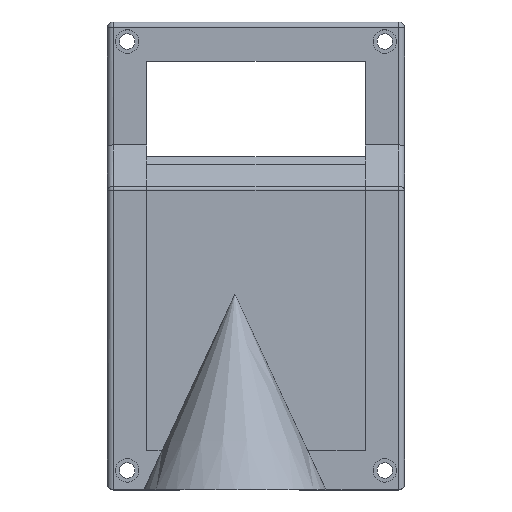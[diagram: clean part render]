
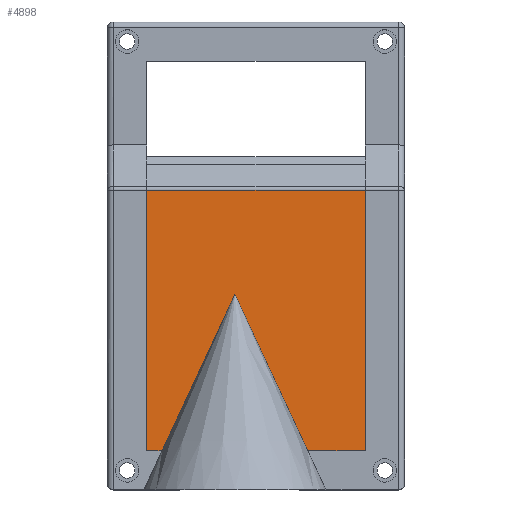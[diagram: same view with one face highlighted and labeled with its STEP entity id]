
A CAD part, top view. The second image highlights one B-rep face of the part: STEP entity #4898.
In plain terms, the highlighted planar face has unit normal (0, 0, 1).
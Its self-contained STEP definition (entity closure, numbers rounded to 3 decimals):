
#2009 = PLANE('',#2010);
#2010 = AXIS2_PLACEMENT_3D('',#2011,#2012,#2013);
#2011 = CARTESIAN_POINT('',(0.,0.,10.));
#2012 = DIRECTION('',(0.,0.,-1.));
#2013 = DIRECTION('',(-1.,0.,-0.));
#2514 = PLANE('',#2515);
#2515 = AXIS2_PLACEMENT_3D('',#2516,#2517,#2518);
#2516 = CARTESIAN_POINT('',(0.,0.,10.));
#2517 = DIRECTION('',(0.,0.,-1.));
#2518 = DIRECTION('',(-1.,0.,-0.));
#3362 = EDGE_CURVE('',#3363,#3365,#3367,.T.);
#3363 = VERTEX_POINT('',#3364);
#3364 = CARTESIAN_POINT('',(13.97,8.372,10.));
#3365 = VERTEX_POINT('',#3366);
#3366 = CARTESIAN_POINT('',(13.97,-24.892,10.));
#3367 = SURFACE_CURVE('',#3368,(#3372,#3379),.PCURVE_S1.);
#3368 = LINE('',#3369,#3370);
#3369 = CARTESIAN_POINT('',(13.97,24.892,10.));
#3370 = VECTOR('',#3371,1.);
#3371 = DIRECTION('',(0.,-1.,0.));
#3372 = PCURVE('',#2009,#3373);
#3373 = DEFINITIONAL_REPRESENTATION('',(#3374),#3378);
#3374 = LINE('',#3375,#3376);
#3375 = CARTESIAN_POINT('',(-13.97,24.892));
#3376 = VECTOR('',#3377,1.);
#3377 = DIRECTION('',(0.,-1.));
#3378 = ( GEOMETRIC_REPRESENTATION_CONTEXT(2) 
PARAMETRIC_REPRESENTATION_CONTEXT() REPRESENTATION_CONTEXT('2D SPACE',''
  ) );
#3379 = PCURVE('',#3380,#3385);
#3380 = PLANE('',#3381);
#3381 = AXIS2_PLACEMENT_3D('',#3382,#3383,#3384);
#3382 = CARTESIAN_POINT('',(-13.97,-24.892,10.));
#3383 = DIRECTION('',(0.,0.,1.));
#3384 = DIRECTION('',(0.,1.,0.));
#3385 = DEFINITIONAL_REPRESENTATION('',(#3386),#3390);
#3386 = LINE('',#3387,#3388);
#3387 = CARTESIAN_POINT('',(49.784,-27.94));
#3388 = VECTOR('',#3389,1.);
#3389 = DIRECTION('',(-1.,0.));
#3390 = ( GEOMETRIC_REPRESENTATION_CONTEXT(2) 
PARAMETRIC_REPRESENTATION_CONTEXT() REPRESENTATION_CONTEXT('2D SPACE',''
  ) );
#3416 = VERTEX_POINT('',#3417);
#3417 = CARTESIAN_POINT('',(6.596,-24.892,10.));
#3431 = CONICAL_SURFACE('',#3432,0.,0.435);
#3432 = AXIS2_PLACEMENT_3D('',#3433,#3434,#3435);
#3433 = CARTESIAN_POINT('',(-2.7,-4.892,10.));
#3434 = DIRECTION('',(0.,-1.,0.));
#3435 = DIRECTION('',(1.,0.,0.));
#3443 = EDGE_CURVE('',#3365,#3416,#3444,.T.);
#3444 = SURFACE_CURVE('',#3445,(#3449,#3456),.PCURVE_S1.);
#3445 = LINE('',#3446,#3447);
#3446 = CARTESIAN_POINT('',(13.97,-24.892,10.));
#3447 = VECTOR('',#3448,1.);
#3448 = DIRECTION('',(-1.,0.,-0.));
#3449 = PCURVE('',#2009,#3450);
#3450 = DEFINITIONAL_REPRESENTATION('',(#3451),#3455);
#3451 = LINE('',#3452,#3453);
#3452 = CARTESIAN_POINT('',(-13.97,-24.892));
#3453 = VECTOR('',#3454,1.);
#3454 = DIRECTION('',(1.,0.));
#3455 = ( GEOMETRIC_REPRESENTATION_CONTEXT(2) 
PARAMETRIC_REPRESENTATION_CONTEXT() REPRESENTATION_CONTEXT('2D SPACE',''
  ) );
#3456 = PCURVE('',#3380,#3457);
#3457 = DEFINITIONAL_REPRESENTATION('',(#3458),#3462);
#3458 = LINE('',#3459,#3460);
#3459 = CARTESIAN_POINT('',(0.,-27.94));
#3460 = VECTOR('',#3461,1.);
#3461 = DIRECTION('',(0.,1.));
#3462 = ( GEOMETRIC_REPRESENTATION_CONTEXT(2) 
PARAMETRIC_REPRESENTATION_CONTEXT() REPRESENTATION_CONTEXT('2D SPACE',''
  ) );
#3642 = CYLINDRICAL_SURFACE('',#3643,0.75);
#3643 = AXIS2_PLACEMENT_3D('',#3644,#3645,#3646);
#3644 = CARTESIAN_POINT('',(13.97,8.372,9.25));
#3645 = DIRECTION('',(-1.,0.,-0.));
#3646 = DIRECTION('',(0.,0.707,0.707));
#4127 = EDGE_CURVE('',#4128,#4130,#4132,.T.);
#4128 = VERTEX_POINT('',#4129);
#4129 = CARTESIAN_POINT('',(-13.97,-24.892,10.));
#4130 = VERTEX_POINT('',#4131);
#4131 = CARTESIAN_POINT('',(-13.97,8.372,10.));
#4132 = SURFACE_CURVE('',#4133,(#4137,#4144),.PCURVE_S1.);
#4133 = LINE('',#4134,#4135);
#4134 = CARTESIAN_POINT('',(-13.97,-24.892,10.));
#4135 = VECTOR('',#4136,1.);
#4136 = DIRECTION('',(0.,1.,0.));
#4137 = PCURVE('',#2514,#4138);
#4138 = DEFINITIONAL_REPRESENTATION('',(#4139),#4143);
#4139 = LINE('',#4140,#4141);
#4140 = CARTESIAN_POINT('',(13.97,-24.892));
#4141 = VECTOR('',#4142,1.);
#4142 = DIRECTION('',(0.,1.));
#4143 = ( GEOMETRIC_REPRESENTATION_CONTEXT(2) 
PARAMETRIC_REPRESENTATION_CONTEXT() REPRESENTATION_CONTEXT('2D SPACE',''
  ) );
#4144 = PCURVE('',#3380,#4145);
#4145 = DEFINITIONAL_REPRESENTATION('',(#4146),#4150);
#4146 = LINE('',#4147,#4148);
#4147 = CARTESIAN_POINT('',(0.,0.));
#4148 = VECTOR('',#4149,1.);
#4149 = DIRECTION('',(1.,0.));
#4150 = ( GEOMETRIC_REPRESENTATION_CONTEXT(2) 
PARAMETRIC_REPRESENTATION_CONTEXT() REPRESENTATION_CONTEXT('2D SPACE',''
  ) );
#4152 = EDGE_CURVE('',#4153,#4128,#4155,.T.);
#4153 = VERTEX_POINT('',#4154);
#4154 = CARTESIAN_POINT('',(-11.996,-24.892,10.));
#4155 = SURFACE_CURVE('',#4156,(#4160,#4167),.PCURVE_S1.);
#4156 = LINE('',#4157,#4158);
#4157 = CARTESIAN_POINT('',(13.97,-24.892,10.));
#4158 = VECTOR('',#4159,1.);
#4159 = DIRECTION('',(-1.,0.,-0.));
#4160 = PCURVE('',#2514,#4161);
#4161 = DEFINITIONAL_REPRESENTATION('',(#4162),#4166);
#4162 = LINE('',#4163,#4164);
#4163 = CARTESIAN_POINT('',(-13.97,-24.892));
#4164 = VECTOR('',#4165,1.);
#4165 = DIRECTION('',(1.,0.));
#4166 = ( GEOMETRIC_REPRESENTATION_CONTEXT(2) 
PARAMETRIC_REPRESENTATION_CONTEXT() REPRESENTATION_CONTEXT('2D SPACE',''
  ) );
#4167 = PCURVE('',#3380,#4168);
#4168 = DEFINITIONAL_REPRESENTATION('',(#4169),#4173);
#4169 = LINE('',#4170,#4171);
#4170 = CARTESIAN_POINT('',(0.,-27.94));
#4171 = VECTOR('',#4172,1.);
#4172 = DIRECTION('',(0.,1.));
#4173 = ( GEOMETRIC_REPRESENTATION_CONTEXT(2) 
PARAMETRIC_REPRESENTATION_CONTEXT() REPRESENTATION_CONTEXT('2D SPACE',''
  ) );
#4898 = ADVANCED_FACE('',(#4899),#3380,.T.);
#4899 = FACE_BOUND('',#4900,.T.);
#4900 = EDGE_LOOP('',(#4901,#4902,#4903,#4926,#4947,#4948,#4949));
#4901 = ORIENTED_EDGE('',*,*,#4127,.F.);
#4902 = ORIENTED_EDGE('',*,*,#4152,.F.);
#4903 = ORIENTED_EDGE('',*,*,#4904,.F.);
#4904 = EDGE_CURVE('',#4905,#4153,#4907,.T.);
#4905 = VERTEX_POINT('',#4906);
#4906 = CARTESIAN_POINT('',(-2.7,-4.892,10.));
#4907 = SURFACE_CURVE('',#4908,(#4912,#4919),.PCURVE_S1.);
#4908 = LINE('',#4909,#4910);
#4909 = CARTESIAN_POINT('',(-2.7,-4.892,10.));
#4910 = VECTOR('',#4911,1.);
#4911 = DIRECTION('',(-0.421,-0.907,0.
    ));
#4912 = PCURVE('',#3380,#4913);
#4913 = DEFINITIONAL_REPRESENTATION('',(#4914),#4918);
#4914 = LINE('',#4915,#4916);
#4915 = CARTESIAN_POINT('',(20.,-11.27));
#4916 = VECTOR('',#4917,1.);
#4917 = DIRECTION('',(-0.907,0.421));
#4918 = ( GEOMETRIC_REPRESENTATION_CONTEXT(2) 
PARAMETRIC_REPRESENTATION_CONTEXT() REPRESENTATION_CONTEXT('2D SPACE',''
  ) );
#4919 = PCURVE('',#3431,#4920);
#4920 = DEFINITIONAL_REPRESENTATION('',(#4921),#4925);
#4921 = LINE('',#4922,#4923);
#4922 = CARTESIAN_POINT('',(3.142,-0.));
#4923 = VECTOR('',#4924,1.);
#4924 = DIRECTION('',(0.,1.));
#4925 = ( GEOMETRIC_REPRESENTATION_CONTEXT(2) 
PARAMETRIC_REPRESENTATION_CONTEXT() REPRESENTATION_CONTEXT('2D SPACE',''
  ) );
#4926 = ORIENTED_EDGE('',*,*,#4927,.T.);
#4927 = EDGE_CURVE('',#4905,#3416,#4928,.T.);
#4928 = SURFACE_CURVE('',#4929,(#4933,#4940),.PCURVE_S1.);
#4929 = LINE('',#4930,#4931);
#4930 = CARTESIAN_POINT('',(-2.7,-4.892,10.));
#4931 = VECTOR('',#4932,1.);
#4932 = DIRECTION('',(0.421,-0.907,0.)
  );
#4933 = PCURVE('',#3380,#4934);
#4934 = DEFINITIONAL_REPRESENTATION('',(#4935),#4939);
#4935 = LINE('',#4936,#4937);
#4936 = CARTESIAN_POINT('',(20.,-11.27));
#4937 = VECTOR('',#4938,1.);
#4938 = DIRECTION('',(-0.907,-0.421));
#4939 = ( GEOMETRIC_REPRESENTATION_CONTEXT(2) 
PARAMETRIC_REPRESENTATION_CONTEXT() REPRESENTATION_CONTEXT('2D SPACE',''
  ) );
#4940 = PCURVE('',#3431,#4941);
#4941 = DEFINITIONAL_REPRESENTATION('',(#4942),#4946);
#4942 = LINE('',#4943,#4944);
#4943 = CARTESIAN_POINT('',(0.,-0.));
#4944 = VECTOR('',#4945,1.);
#4945 = DIRECTION('',(0.,1.));
#4946 = ( GEOMETRIC_REPRESENTATION_CONTEXT(2) 
PARAMETRIC_REPRESENTATION_CONTEXT() REPRESENTATION_CONTEXT('2D SPACE',''
  ) );
#4947 = ORIENTED_EDGE('',*,*,#3443,.F.);
#4948 = ORIENTED_EDGE('',*,*,#3362,.F.);
#4949 = ORIENTED_EDGE('',*,*,#4950,.T.);
#4950 = EDGE_CURVE('',#3363,#4130,#4951,.T.);
#4951 = SURFACE_CURVE('',#4952,(#4956,#4963),.PCURVE_S1.);
#4952 = LINE('',#4953,#4954);
#4953 = CARTESIAN_POINT('',(13.97,8.372,10.));
#4954 = VECTOR('',#4955,1.);
#4955 = DIRECTION('',(-1.,0.,-0.));
#4956 = PCURVE('',#3380,#4957);
#4957 = DEFINITIONAL_REPRESENTATION('',(#4958),#4962);
#4958 = LINE('',#4959,#4960);
#4959 = CARTESIAN_POINT('',(33.264,-27.94));
#4960 = VECTOR('',#4961,1.);
#4961 = DIRECTION('',(0.,1.));
#4962 = ( GEOMETRIC_REPRESENTATION_CONTEXT(2) 
PARAMETRIC_REPRESENTATION_CONTEXT() REPRESENTATION_CONTEXT('2D SPACE',''
  ) );
#4963 = PCURVE('',#3642,#4964);
#4964 = DEFINITIONAL_REPRESENTATION('',(#4965),#4969);
#4965 = LINE('',#4966,#4967);
#4966 = CARTESIAN_POINT('',(-0.785,0.));
#4967 = VECTOR('',#4968,1.);
#4968 = DIRECTION('',(-0.,1.));
#4969 = ( GEOMETRIC_REPRESENTATION_CONTEXT(2) 
PARAMETRIC_REPRESENTATION_CONTEXT() REPRESENTATION_CONTEXT('2D SPACE',''
  ) );
